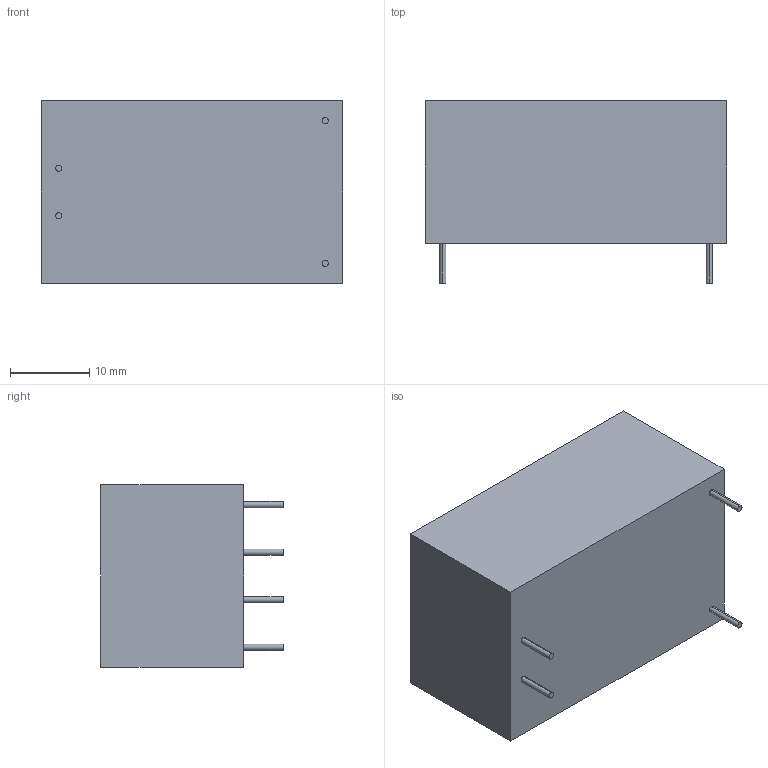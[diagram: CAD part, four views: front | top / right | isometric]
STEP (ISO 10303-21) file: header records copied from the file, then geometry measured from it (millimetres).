
FILE_DESCRIPTION (( 'STEP AP214' ), '1' );
FILE_NAME ('HLK-5M05.STEP', '2020-04-02T23:55:20', ( '' ), ( '' ), 'SwSTEP 2.0', 'SolidWorks 2017', '' );
FILE_SCHEMA (( 'AUTOMOTIVE_DESIGN' ));
Length unit declared in the file: millimetre
Products named in the file (1): HLK-5M05
Bounding box: 38 x 23 x 23 mm (x, y, z)
Volume: 15742 mm3; surface area: 4002.8 mm2
Topology: 6 solids, 6 shells, 41 faces, 72 edges, 48 vertices
Faces by surface type: plane 21, cylinder 20
Entity records: 1085 total; most frequent: DIRECTION 196, CARTESIAN_POINT 162, ORIENTED_EDGE 144, AXIS2_PLACEMENT_3D 82, EDGE_CURVE 72, VERTEX_POINT 48, EDGE_LOOP 46, FACE_OUTER_BOUND 41
